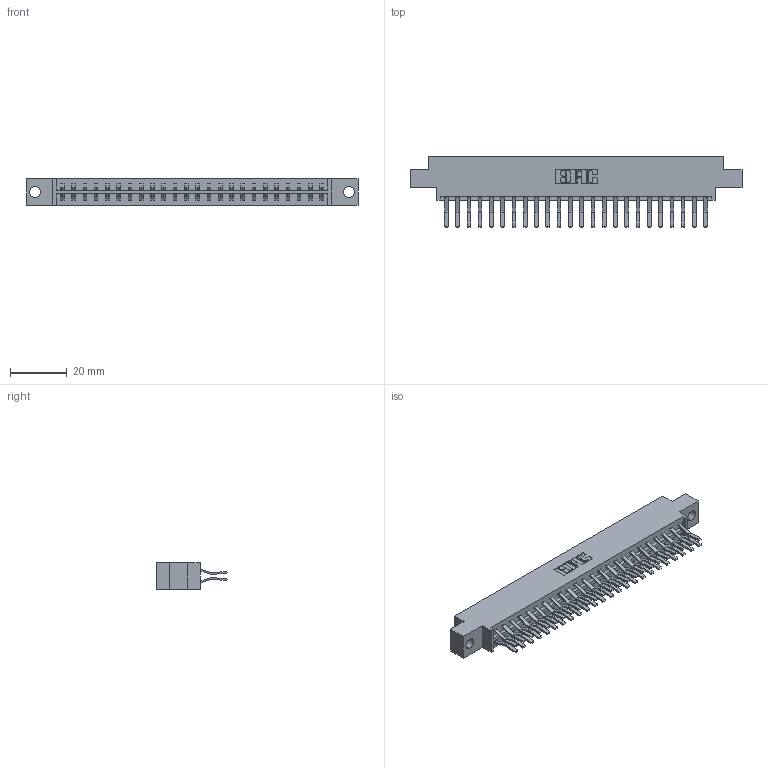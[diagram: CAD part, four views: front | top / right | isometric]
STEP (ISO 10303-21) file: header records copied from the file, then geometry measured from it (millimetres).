
FILE_DESCRIPTION (( 'STEP AP203' ), '1' );
FILE_NAME ('333-048-560-804.STEP', '2018-08-04T00:18:59', ( '' ), ( '' ), 'SwSTEP 2.0', 'SolidWorks 2016', '' );
FILE_SCHEMA (( 'CONFIG_CONTROL_DESIGN' ));
Length unit declared in the file: inch
Products named in the file (3): 333 Part_Offset - .156 Dia - TH; 345-292-001_560 Tail; 333-048-560-804
Assembly tree (49 placements, depth 2):
  333-048-560-804
    333 Part_Offset - .156 Dia - TH
    345-292-001_560 Tail  x48
Bounding box: 116.64 x 24.78 x 9.4 mm (x, y, z)
Volume: 11738.6 mm3; surface area: 14602.3 mm2
Topology: 49 solids, 49 shells, 2710 faces, 8051 edges, 5302 vertices
Faces by surface type: plane 1802, cylinder 908
Entity records: 17991 total; most frequent: CARTESIAN_POINT 3006, ORIENTED_EDGE 2942, DIRECTION 2603, EDGE_CURVE 1471, VECTOR 1339, LINE 1339, VERTEX_POINT 978, AXIS2_PLACEMENT_3D 632
